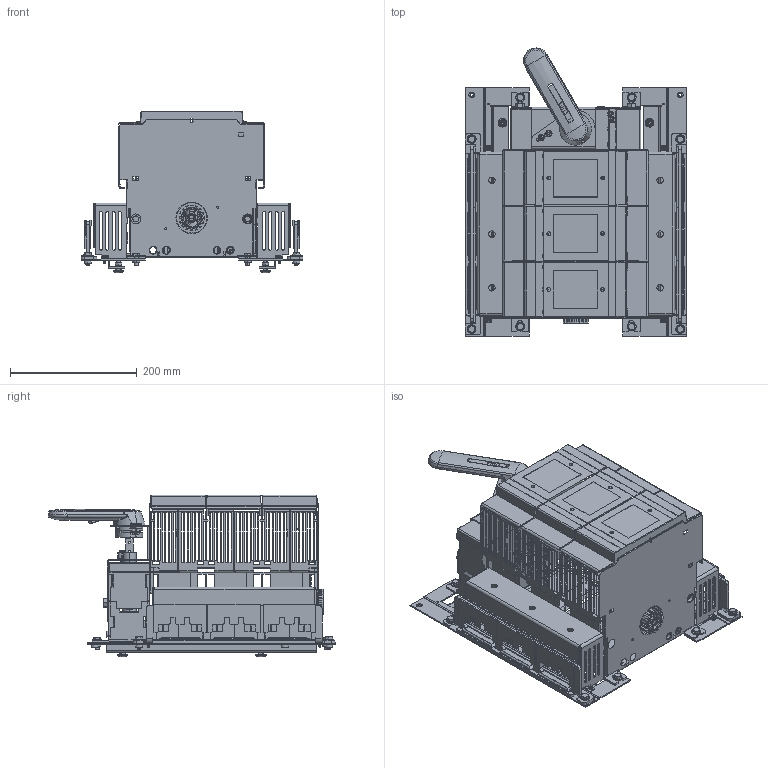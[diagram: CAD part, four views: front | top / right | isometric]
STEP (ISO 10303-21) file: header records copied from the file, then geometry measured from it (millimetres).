
FILE_DESCRIPTION (( 'STEP AP203' ), '1' );
FILE_NAME ('6305,0250,0_Dummy_Surface.STEP', '2017-08-02T11:36:16', ( '' ), ( '' ), 'SwSTEP 2.0', 'SolidWorks 2013', '' );
FILE_SCHEMA (( 'CONFIG_CONTROL_DESIGN' ));
Products named in the file (1): 6305,0250,0_Dummy_Surface
Bounding box: 350.47 x 454.76 x 255.61 mm (x, y, z)
Surface area: 746252.6 mm2 (no closed solid volume)
Topology: 0 solids, 408 shells, 1676 faces, 10348 edges, 8970 vertices
Faces by surface type: plane 825, cylinder 516, cone 217, torus 79, bspline 23, sphere 16
Entity records: 105998 total; most frequent: CARTESIAN_POINT 30207, DIRECTION 15067, ORIENTED_EDGE 12553, EDGE_CURVE 10347, VERTEX_POINT 8970, VECTOR 6523, LINE 6523, AXIS2_PLACEMENT_3D 4272
